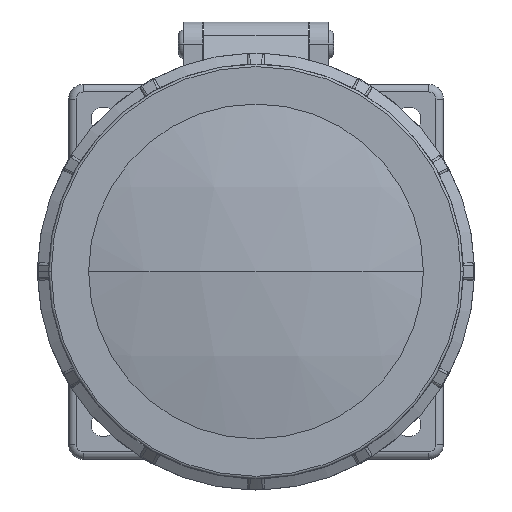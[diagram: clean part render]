
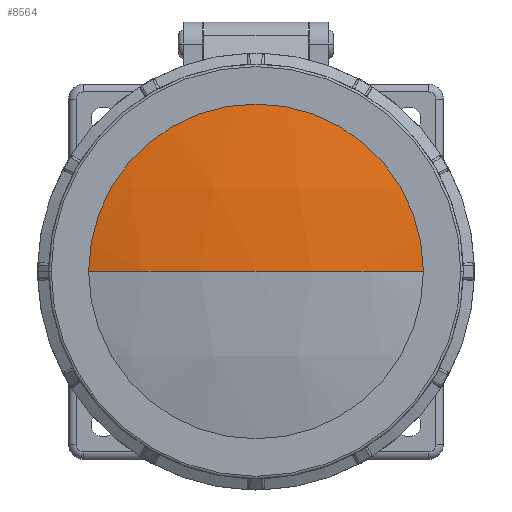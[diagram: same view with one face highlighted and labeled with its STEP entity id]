
A CAD part, top view. The second image highlights one B-rep face of the part: STEP entity #8564.
In plain terms, the highlighted spherical face has radius 151 mm.
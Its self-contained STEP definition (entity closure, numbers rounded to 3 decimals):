
#374 = VERTEX_POINT ( 'NONE', #712 ) ;
#567 = VERTEX_POINT ( 'NONE', #14938 ) ;
#712 = CARTESIAN_POINT ( 'NONE',  ( 0., 0., 21. ) ) ;
#891 = DIRECTION ( 'NONE',  ( -1., 0., 0. ) ) ;
#1227 = DIRECTION ( 'NONE',  ( -1., 0., 0. ) ) ;
#1739 = EDGE_CURVE ( 'NONE', #6289, #567, #6208, .T. ) ;
#1980 = DIRECTION ( 'NONE',  ( 0., 0., -1. ) ) ;
#2112 = CIRCLE ( 'NONE', #2295, 151. ) ;
#2118 = CARTESIAN_POINT ( 'NONE',  ( 0., 0., -130. ) ) ;
#2295 = AXIS2_PLACEMENT_3D ( 'NONE', #5851, #15873, #1980 ) ;
#2680 = AXIS2_PLACEMENT_3D ( 'NONE', #2118, #10993, #7197 ) ;
#3020 = ORIENTED_EDGE ( 'NONE', *, *, #16038, .T. ) ;
#5851 = CARTESIAN_POINT ( 'NONE',  ( 0., 0., -130. ) ) ;
#6208 = CIRCLE ( 'NONE', #14982, 33.25 ) ;
#6289 = VERTEX_POINT ( 'NONE', #9867 ) ;
#7197 = DIRECTION ( 'NONE',  ( -1., 0., 0. ) ) ;
#7898 = FACE_OUTER_BOUND ( 'NONE', #10834, .T. ) ;
#8482 = DIRECTION ( 'NONE',  ( 0., 1., 0. ) ) ;
#8564 = ADVANCED_FACE ( 'NONE', ( #7898 ), #10073, .T. ) ;
#8814 = DIRECTION ( 'NONE',  ( 0., 0., -1. ) ) ;
#9867 = CARTESIAN_POINT ( 'NONE',  ( -33.25, 0., 17.294 ) ) ;
#10073 = SPHERICAL_SURFACE ( 'NONE', #2680, 151. ) ;
#10834 = EDGE_LOOP ( 'NONE', ( #16104, #3020, #15102 ) ) ;
#10993 = DIRECTION ( 'NONE',  ( 0., 1., 0. ) ) ;
#11089 = CIRCLE ( 'NONE', #12063, 151. ) ;
#11506 = CARTESIAN_POINT ( 'NONE',  ( 0., 0., 17.294 ) ) ;
#11516 = EDGE_CURVE ( 'NONE', #374, #6289, #2112, .T. ) ;
#12063 = AXIS2_PLACEMENT_3D ( 'NONE', #14751, #8482, #891 ) ;
#14751 = CARTESIAN_POINT ( 'NONE',  ( 0., 0., -130. ) ) ;
#14938 = CARTESIAN_POINT ( 'NONE',  ( 33.25, 0., 17.294 ) ) ;
#14982 = AXIS2_PLACEMENT_3D ( 'NONE', #11506, #8814, #1227 ) ;
#15102 = ORIENTED_EDGE ( 'NONE', *, *, #1739, .F. ) ;
#15873 = DIRECTION ( 'NONE',  ( 0., -1., 0. ) ) ;
#16038 = EDGE_CURVE ( 'NONE', #374, #567, #11089, .T. ) ;
#16104 = ORIENTED_EDGE ( 'NONE', *, *, #11516, .F. ) ;
